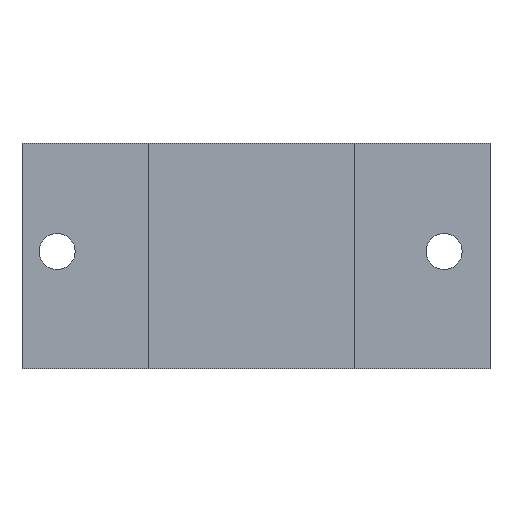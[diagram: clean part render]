
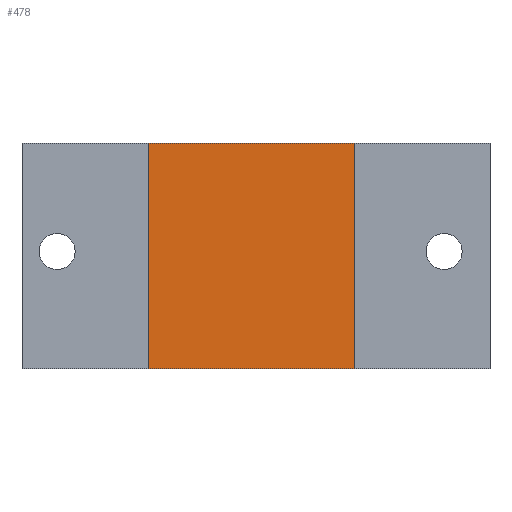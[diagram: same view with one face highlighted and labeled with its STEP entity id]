
A CAD part, front view. The second image highlights one B-rep face of the part: STEP entity #478.
In plain terms, the highlighted planar face has unit normal (0, -1, 0).
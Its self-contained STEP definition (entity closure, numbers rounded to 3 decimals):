
#114 = VERTEX_POINT('',#115);
#115 = CARTESIAN_POINT('',(-45.9,-88.,55.));
#121 = EDGE_CURVE('',#114,#122,#124,.T.);
#122 = VERTEX_POINT('',#123);
#123 = CARTESIAN_POINT('',(-22.9,-88.,55.));
#124 = LINE('',#125,#126);
#125 = CARTESIAN_POINT('',(-45.9,-88.,55.));
#126 = VECTOR('',#127,1.);
#127 = DIRECTION('',(1.,0.,0.));
#277 = VERTEX_POINT('',#278);
#278 = CARTESIAN_POINT('',(-22.9,-88.,30.));
#284 = EDGE_CURVE('',#285,#277,#287,.T.);
#285 = VERTEX_POINT('',#286);
#286 = CARTESIAN_POINT('',(-45.9,-88.,30.));
#287 = LINE('',#288,#289);
#288 = CARTESIAN_POINT('',(-45.9,-88.,30.));
#289 = VECTOR('',#290,1.);
#290 = DIRECTION('',(1.,0.,0.));
#309 = EDGE_CURVE('',#285,#114,#310,.T.);
#310 = LINE('',#311,#312);
#311 = CARTESIAN_POINT('',(-45.9,-88.,30.));
#312 = VECTOR('',#313,1.);
#313 = DIRECTION('',(0.,0.,1.));
#467 = EDGE_CURVE('',#277,#122,#468,.T.);
#468 = LINE('',#469,#470);
#469 = CARTESIAN_POINT('',(-22.9,-88.,30.));
#470 = VECTOR('',#471,1.);
#471 = DIRECTION('',(0.,0.,1.));
#478 = ADVANCED_FACE('',(#479),#485,.F.);
#479 = FACE_BOUND('',#480,.F.);
#480 = EDGE_LOOP('',(#481,#482,#483,#484));
#481 = ORIENTED_EDGE('',*,*,#284,.F.);
#482 = ORIENTED_EDGE('',*,*,#309,.T.);
#483 = ORIENTED_EDGE('',*,*,#121,.T.);
#484 = ORIENTED_EDGE('',*,*,#467,.F.);
#485 = PLANE('',#486);
#486 = AXIS2_PLACEMENT_3D('',#487,#488,#489);
#487 = CARTESIAN_POINT('',(-45.9,-88.,30.));
#488 = DIRECTION('',(0.,1.,0.));
#489 = DIRECTION('',(0.,0.,1.));
